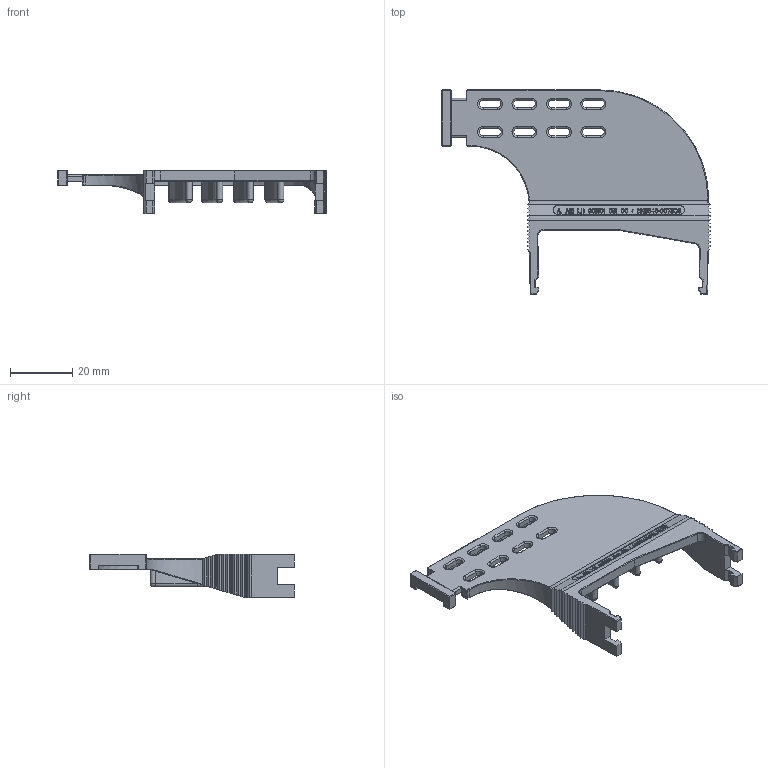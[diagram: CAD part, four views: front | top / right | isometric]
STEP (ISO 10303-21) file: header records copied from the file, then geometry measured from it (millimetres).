
FILE_DESCRIPTION((''),'2;1');
FILE_NAME('3354_0003_321','2020-02-05T',('presta_be4'),(''),'CREO PARAMETRIC BY PTC INC, 2018360','CREO PARAMETRIC BY PTC INC, 2018360','');
FILE_SCHEMA(('CONFIG_CONTROL_DESIGN'));
Length unit declared in the file: millimetre
Products named in the file (1): 3354_0003_321
Bounding box: 86.05 x 65.45 x 14 mm (x, y, z)
Volume: 10220.9 mm3; surface area: 10206.6 mm2
Topology: 1 solids, 1 shells, 1312 faces, 3634 edges, 2368 vertices
Faces by surface type: plane 1118, cylinder 135, torus 31, sphere 19, bspline 9
Entity records: 41463 total; most frequent: CARTESIAN_POINT 7936, ORIENTED_EDGE 7252, DIRECTION 6385, EDGE_CURVE 3626, VECTOR 3313, LINE 3313, VERTEX_POINT 2368, AXIS2_PLACEMENT_3D 1536
